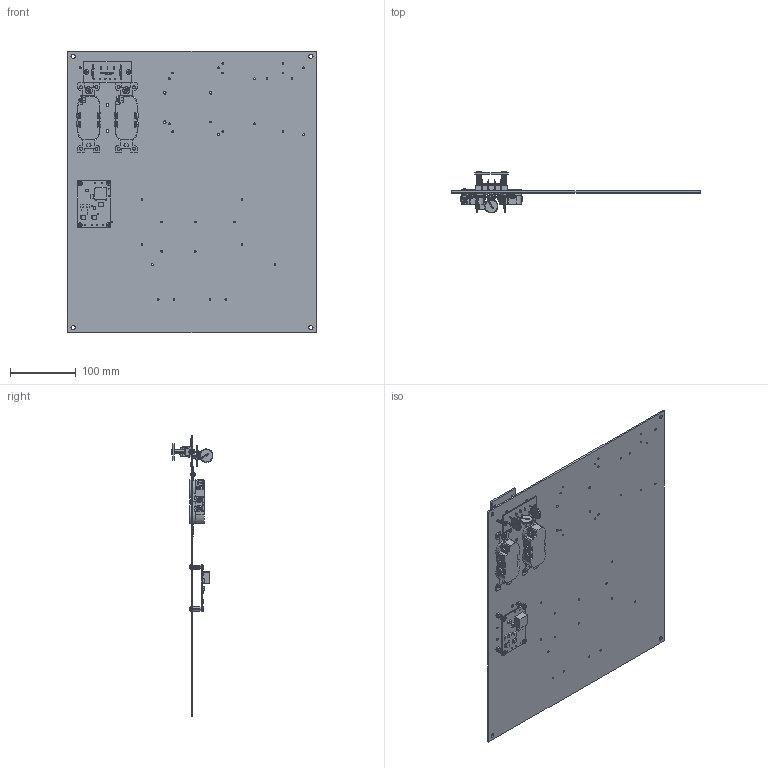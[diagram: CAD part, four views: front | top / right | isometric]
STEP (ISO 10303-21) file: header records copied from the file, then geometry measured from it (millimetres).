
FILE_DESCRIPTION (( 'STEP AP214' ), '1' );
FILE_NAME ('TEF18-RP10FSX_3D.STEP', '2020-04-15T17:22:52', ( '' ), ( '' ), 'SwSTEP 2.0', 'SolidWorks 2018', '' );
FILE_SCHEMA (( 'AUTOMOTIVE_DESIGN' ));
Length unit declared in the file: inch
Products named in the file (18): XFN-0021; XFS-0012; XFW-0009; XFN-0022; X-ASSY-HYP285-1; XERZ-V20D241; X-PCB-HYP285; XLBL-F704-UL_With Actual Text; 1AW05-083_With Actual Text; 1AW05-082_With Actual Text; XFS-0017; XF797-02; XMH-0010; XFN-0013; XCTB-0002; XF685-01; TEF18-RP10FSX_3D; X-ASSY-HYP283_SOLID
Assembly tree (41 placements, depth 3):
  TEF18-RP10FSX_3D
    XF685-01
    XCTB-0002
    XFN-0013  x2
    XMH-0010  x2
    XF797-02
    XFS-0017  x15
    1AW05-082_With Actual Text
    1AW05-083_With Actual Text
    XLBL-F704-UL_With Actual Text
    X-ASSY-HYP285-1
      X-PCB-HYP285
      XERZ-V20D241  x3
    XFN-0022  x2
    XFW-0009  x2
    XFS-0012  x2
    XFN-0021  x4
    X-ASSY-HYP283_SOLID
Bounding box: 377.82 x 63.77 x 428.62 mm (x, y, z)
Volume: 511808.6 mm3; surface area: 382678.5 mm2
Topology: 40 solids, 40 shells, 2829 faces, 6965 edges, 4357 vertices
Faces by surface type: plane 1366, cone 521, cylinder 500, bspline 310, torus 108, sphere 24
Full cylindrical faces by diameter (mm): 0.457 x10, 0.914 x18, 1.102 x1, 1.27 x10, 1.397 x6, 1.778 x12, 2.02 x16, 2.705 x44, 2.845 x14, 3.429 x2, 3.683 x2, 3.81 x17, 3.886 x8, 3.934 x1, 3.962 x2, 4.064 x2, 4.166 x4, 4.47 x2, 4.496 x2, 4.572 x8, 4.763 x2, 5.563 x2, 6.35 x6, 6.667 x3, 6.858 x15, 7.163 x3, 7.62 x3, 8.915 x8, 11.112 x2, 20.32 x3
Entity records: 82151 total; most frequent: CARTESIAN_POINT 25218, ORIENTED_EDGE 8120, DIRECTION 7137, EDGE_CURVE 4060, VERTEX_POINT 2795, LINE 2509, VECTOR 2509, EDGE_LOOP 2393
